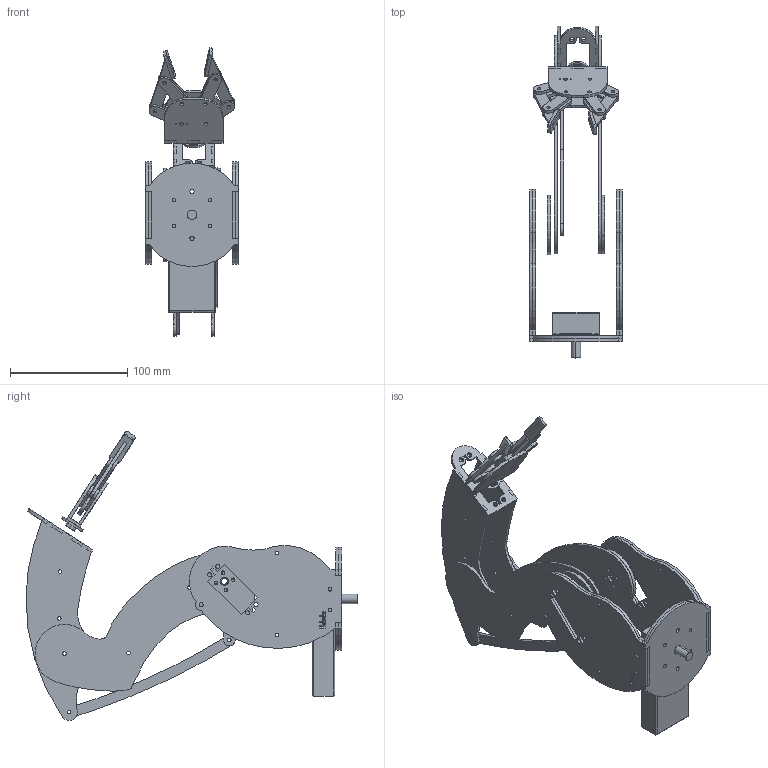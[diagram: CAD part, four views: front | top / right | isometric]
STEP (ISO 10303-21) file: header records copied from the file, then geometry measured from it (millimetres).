
FILE_DESCRIPTION (( 'STEP AP214' ), '1' );
FILE_NAME ('Ensamblaje1.STEP', '2019-04-09T19:45:30', ( 'MariaConsuegra' ), ( '' ), 'SwSTEP 2.0', 'SolidWorks 2015', '' );
FILE_SCHEMA (( 'AUTOMOTIVE_DESIGN' ));
Length unit declared in the file: millimetre
Products named in the file (19): BT_base_robot; BT_base_lateral_iz; BT_Pieza4; BT_munheca; BT_barra; BT_eslabon2; BT_viela; BT_eslabon1; Ensamblaje1; BT_Ensamblaje_PINZA; BT_acople_servos; BT_Tapa; BT_Llema; BT_Elsa_Grande; BT_Engrane; BT_Esla_peque; BT_Base_Pinza; BT_Motor; BT_base_lateral_der
Assembly tree (34 placements, depth 3):
  Ensamblaje1
    BT_eslabon1  x2
    BT_viela
    BT_eslabon2  x2
    BT_barra
    BT_munheca
    BT_Pieza4
    BT_base_lateral_iz  x3
    BT_base_robot  x2
    BT_base_lateral_der
    BT_Motor
    BT_Ensamblaje_PINZA
      BT_Base_Pinza  x2
      BT_Esla_peque  x8
      BT_Engrane  x2
      BT_Elsa_Grande  x2
      BT_Llema  x2
      BT_Tapa
      BT_acople_servos
Bounding box: 79 x 283.56 x 246.72 mm (x, y, z)
Volume: 311766.3 mm3; surface area: 222083.1 mm2
Topology: 33 solids, 33 shells, 875 faces, 2381 edges, 1570 vertices
Faces by surface type: cylinder 435, plane 396, bspline 44
Entity records: 19878 total; most frequent: CARTESIAN_POINT 3996, DIRECTION 3113, ORIENTED_EDGE 3070, EDGE_CURVE 1535, AXIS2_PLACEMENT_3D 1091, VERTEX_POINT 1014, LINE 931, VECTOR 931
